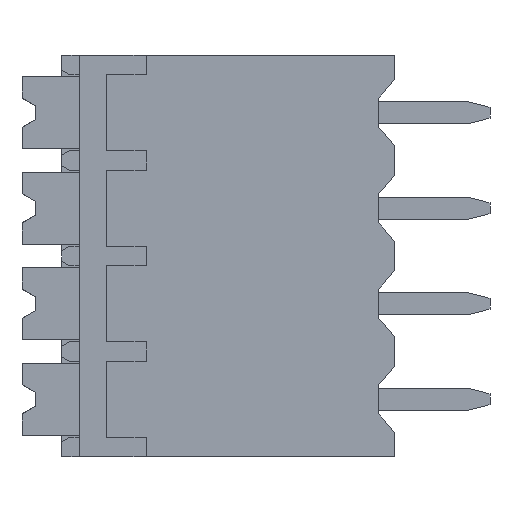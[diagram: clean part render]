
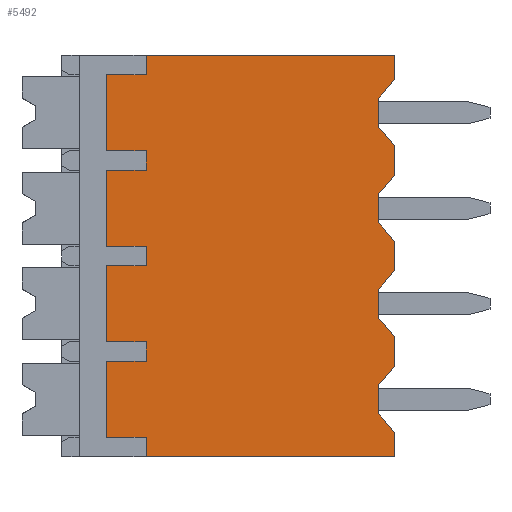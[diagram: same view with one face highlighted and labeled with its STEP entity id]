
A CAD part, left-side view. The second image highlights one B-rep face of the part: STEP entity #5492.
In plain terms, the highlighted planar face has unit normal (-1, 0, 0).
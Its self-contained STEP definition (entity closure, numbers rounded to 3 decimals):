
#50=DIRECTION('',(0.,-1.,0.));
#51=VECTOR('',#50,9.1);
#52=CARTESIAN_POINT('',(0.,9.1,-12.6));
#53=LINE('',#52,#51);
#354=DIRECTION('',(0.,0.643,0.766));
#355=VECTOR('',#354,0.933);
#356=CARTESIAN_POINT('',(0.,0.,-11.715));
#357=LINE('',#356,#355);
#358=DIRECTION('',(0.,0.,1.));
#359=VECTOR('',#358,0.7);
#360=CARTESIAN_POINT('',(0.,9.1,-12.6));
#361=LINE('',#360,#359);
#362=DIRECTION('',(0.,-1.,0.));
#363=VECTOR('',#362,1.45);
#364=CARTESIAN_POINT('',(0.,10.55,-11.9));
#365=LINE('',#364,#363);
#366=DIRECTION('',(0.,0.,-1.));
#367=VECTOR('',#366,2.8);
#368=CARTESIAN_POINT('',(0.,10.55,-9.1));
#369=LINE('',#368,#367);
#370=DIRECTION('',(0.,1.,0.));
#371=VECTOR('',#370,1.45);
#372=CARTESIAN_POINT('',(0.,9.1,-9.1));
#373=LINE('',#372,#371);
#374=DIRECTION('',(0.,0.,1.));
#375=VECTOR('',#374,0.7);
#376=CARTESIAN_POINT('',(0.,9.1,-9.1));
#377=LINE('',#376,#375);
#378=DIRECTION('',(0.,-1.,0.));
#379=VECTOR('',#378,1.45);
#380=CARTESIAN_POINT('',(0.,10.55,-8.4));
#381=LINE('',#380,#379);
#382=DIRECTION('',(0.,0.,-1.));
#383=VECTOR('',#382,2.8);
#384=CARTESIAN_POINT('',(0.,10.55,-5.6));
#385=LINE('',#384,#383);
#386=DIRECTION('',(0.,1.,0.));
#387=VECTOR('',#386,1.45);
#388=CARTESIAN_POINT('',(0.,9.1,-5.6));
#389=LINE('',#388,#387);
#390=DIRECTION('',(0.,0.,1.));
#391=VECTOR('',#390,0.7);
#392=CARTESIAN_POINT('',(0.,9.1,-5.6));
#393=LINE('',#392,#391);
#394=DIRECTION('',(0.,-1.,0.));
#395=VECTOR('',#394,1.45);
#396=CARTESIAN_POINT('',(0.,10.55,-4.9));
#397=LINE('',#396,#395);
#398=DIRECTION('',(0.,0.,-1.));
#399=VECTOR('',#398,2.8);
#400=CARTESIAN_POINT('',(0.,10.55,-2.1));
#401=LINE('',#400,#399);
#402=DIRECTION('',(0.,1.,0.));
#403=VECTOR('',#402,1.45);
#404=CARTESIAN_POINT('',(0.,9.1,-2.1));
#405=LINE('',#404,#403);
#406=DIRECTION('',(0.,0.,1.));
#407=VECTOR('',#406,0.7);
#408=CARTESIAN_POINT('',(0.,9.1,-2.1));
#409=LINE('',#408,#407);
#410=DIRECTION('',(0.,-1.,0.));
#411=VECTOR('',#410,1.45);
#412=CARTESIAN_POINT('',(0.,10.55,-1.4));
#413=LINE('',#412,#411);
#414=DIRECTION('',(0.,0.,-1.));
#415=VECTOR('',#414,2.8);
#416=CARTESIAN_POINT('',(0.,10.55,1.4));
#417=LINE('',#416,#415);
#418=DIRECTION('',(0.,1.,0.));
#419=VECTOR('',#418,1.45);
#420=CARTESIAN_POINT('',(0.,9.1,1.4));
#421=LINE('',#420,#419);
#422=DIRECTION('',(0.,0.,1.));
#423=VECTOR('',#422,0.7);
#424=CARTESIAN_POINT('',(0.,9.1,1.4));
#425=LINE('',#424,#423);
#426=DIRECTION('',(0.,-0.643,0.766));
#427=VECTOR('',#426,0.933);
#428=CARTESIAN_POINT('',(0.,0.6,0.5));
#429=LINE('',#428,#427);
#430=DIRECTION('',(0.,0.,1.));
#431=VECTOR('',#430,1.);
#432=CARTESIAN_POINT('',(0.,0.6,-0.5));
#433=LINE('',#432,#431);
#434=DIRECTION('',(0.,0.643,0.766));
#435=VECTOR('',#434,0.933);
#436=CARTESIAN_POINT('',(0.,0.,-1.215));
#437=LINE('',#436,#435);
#438=DIRECTION('',(0.,-0.643,0.766));
#439=VECTOR('',#438,0.933);
#440=CARTESIAN_POINT('',(0.,0.6,-3.));
#441=LINE('',#440,#439);
#442=DIRECTION('',(0.,0.,1.));
#443=VECTOR('',#442,1.);
#444=CARTESIAN_POINT('',(0.,0.6,-4.));
#445=LINE('',#444,#443);
#446=DIRECTION('',(0.,0.643,0.766));
#447=VECTOR('',#446,0.933);
#448=CARTESIAN_POINT('',(0.,0.,-4.715));
#449=LINE('',#448,#447);
#450=DIRECTION('',(0.,-0.643,0.766));
#451=VECTOR('',#450,0.933);
#452=CARTESIAN_POINT('',(0.,0.6,-6.5));
#453=LINE('',#452,#451);
#454=DIRECTION('',(0.,0.,1.));
#455=VECTOR('',#454,1.);
#456=CARTESIAN_POINT('',(0.,0.6,-7.5));
#457=LINE('',#456,#455);
#458=DIRECTION('',(0.,0.643,0.766));
#459=VECTOR('',#458,0.933);
#460=CARTESIAN_POINT('',(0.,0.,-8.215));
#461=LINE('',#460,#459);
#462=DIRECTION('',(0.,-0.643,0.766));
#463=VECTOR('',#462,0.933);
#464=CARTESIAN_POINT('',(0.,0.6,-10.));
#465=LINE('',#464,#463);
#466=DIRECTION('',(0.,0.,1.));
#467=VECTOR('',#466,1.);
#468=CARTESIAN_POINT('',(0.,0.6,-11.));
#469=LINE('',#468,#467);
#474=DIRECTION('',(0.,0.,1.));
#475=VECTOR('',#474,0.885);
#476=CARTESIAN_POINT('',(0.,0.,1.215));
#477=LINE('',#476,#475);
#486=DIRECTION('',(0.,0.,1.));
#487=VECTOR('',#486,1.07);
#488=CARTESIAN_POINT('',(0.,0.,-2.285));
#489=LINE('',#488,#487);
#506=DIRECTION('',(0.,0.,1.));
#507=VECTOR('',#506,1.07);
#508=CARTESIAN_POINT('',(0.,0.,-5.785));
#509=LINE('',#508,#507);
#530=DIRECTION('',(0.,0.,1.));
#531=VECTOR('',#530,0.885);
#532=CARTESIAN_POINT('',(0.,0.,-12.6));
#533=LINE('',#532,#531);
#538=DIRECTION('',(0.,0.,1.));
#539=VECTOR('',#538,1.07);
#540=CARTESIAN_POINT('',(0.,0.,-9.285));
#541=LINE('',#540,#539);
#830=DIRECTION('',(0.,-1.,0.));
#831=VECTOR('',#830,9.1);
#832=CARTESIAN_POINT('',(0.,9.1,2.1));
#833=LINE('',#832,#831);
#3889=CARTESIAN_POINT('',(0.,9.1,-12.6));
#3890=VERTEX_POINT('',#3889);
#3891=CARTESIAN_POINT('',(0.,0.,-12.6));
#3892=VERTEX_POINT('',#3891);
#3917=CARTESIAN_POINT('',(0.,9.1,2.1));
#3918=VERTEX_POINT('',#3917);
#3919=CARTESIAN_POINT('',(0.,0.,2.1));
#3920=VERTEX_POINT('',#3919);
#4471=CARTESIAN_POINT('',(0.,10.55,1.4));
#4472=CARTESIAN_POINT('',(0.,10.55,-1.4));
#4473=VERTEX_POINT('',#4471);
#4474=VERTEX_POINT('',#4472);
#4483=CARTESIAN_POINT('',(0.,9.1,-1.4));
#4484=VERTEX_POINT('',#4483);
#4485=CARTESIAN_POINT('',(0.,9.1,1.4));
#4486=VERTEX_POINT('',#4485);
#4487=CARTESIAN_POINT('',(0.,10.55,-2.1));
#4488=CARTESIAN_POINT('',(0.,10.55,-4.9));
#4489=VERTEX_POINT('',#4487);
#4490=VERTEX_POINT('',#4488);
#4499=CARTESIAN_POINT('',(0.,9.1,-4.9));
#4500=VERTEX_POINT('',#4499);
#4501=CARTESIAN_POINT('',(0.,9.1,-2.1));
#4502=VERTEX_POINT('',#4501);
#4503=CARTESIAN_POINT('',(0.,10.55,-5.6));
#4504=CARTESIAN_POINT('',(0.,10.55,-8.4));
#4505=VERTEX_POINT('',#4503);
#4506=VERTEX_POINT('',#4504);
#4515=CARTESIAN_POINT('',(0.,9.1,-8.4));
#4516=VERTEX_POINT('',#4515);
#4517=CARTESIAN_POINT('',(0.,9.1,-5.6));
#4518=VERTEX_POINT('',#4517);
#4519=CARTESIAN_POINT('',(0.,10.55,-9.1));
#4520=CARTESIAN_POINT('',(0.,10.55,-11.9));
#4521=VERTEX_POINT('',#4519);
#4522=VERTEX_POINT('',#4520);
#4531=CARTESIAN_POINT('',(0.,9.1,-11.9));
#4532=VERTEX_POINT('',#4531);
#4533=CARTESIAN_POINT('',(0.,9.1,-9.1));
#4534=VERTEX_POINT('',#4533);
#4695=CARTESIAN_POINT('',(0.,0.,-1.215));
#4696=CARTESIAN_POINT('',(0.,0.6,-0.5));
#4697=VERTEX_POINT('',#4695);
#4698=VERTEX_POINT('',#4696);
#4699=CARTESIAN_POINT('',(0.,0.6,0.5));
#4700=VERTEX_POINT('',#4699);
#4701=CARTESIAN_POINT('',(0.,0.,1.215));
#4702=VERTEX_POINT('',#4701);
#4711=CARTESIAN_POINT('',(0.,0.,-4.715));
#4712=CARTESIAN_POINT('',(0.,0.6,-4.));
#4713=VERTEX_POINT('',#4711);
#4714=VERTEX_POINT('',#4712);
#4715=CARTESIAN_POINT('',(0.,0.6,-3.));
#4716=VERTEX_POINT('',#4715);
#4717=CARTESIAN_POINT('',(0.,0.,-2.285));
#4718=VERTEX_POINT('',#4717);
#4727=CARTESIAN_POINT('',(0.,0.,-8.215));
#4728=CARTESIAN_POINT('',(0.,0.6,-7.5));
#4729=VERTEX_POINT('',#4727);
#4730=VERTEX_POINT('',#4728);
#4731=CARTESIAN_POINT('',(0.,0.6,-6.5));
#4732=VERTEX_POINT('',#4731);
#4733=CARTESIAN_POINT('',(0.,0.,-5.785));
#4734=VERTEX_POINT('',#4733);
#4743=CARTESIAN_POINT('',(0.,0.,-11.715));
#4744=CARTESIAN_POINT('',(0.,0.6,-11.));
#4745=VERTEX_POINT('',#4743);
#4746=VERTEX_POINT('',#4744);
#4747=CARTESIAN_POINT('',(0.,0.6,-10.));
#4748=VERTEX_POINT('',#4747);
#4749=CARTESIAN_POINT('',(0.,0.,-9.285));
#4750=VERTEX_POINT('',#4749);
#5415=CARTESIAN_POINT('',(0.,9.1,-12.6));
#5416=DIRECTION('',(-1.,0.,0.));
#5417=DIRECTION('',(0.,-1.,0.));
#5418=AXIS2_PLACEMENT_3D('',#5415,#5416,#5417);
#5419=PLANE('',#5418);
#5420=ORIENTED_EDGE('',*,*,#5405,.F.);
#5422=ORIENTED_EDGE('',*,*,#5421,.F.);
#5423=ORIENTED_EDGE('',*,*,#5102,.F.);
#5425=ORIENTED_EDGE('',*,*,#5424,.T.);
#5427=ORIENTED_EDGE('',*,*,#5426,.F.);
#5429=ORIENTED_EDGE('',*,*,#5428,.F.);
#5431=ORIENTED_EDGE('',*,*,#5430,.F.);
#5433=ORIENTED_EDGE('',*,*,#5432,.T.);
#5435=ORIENTED_EDGE('',*,*,#5434,.F.);
#5437=ORIENTED_EDGE('',*,*,#5436,.F.);
#5439=ORIENTED_EDGE('',*,*,#5438,.F.);
#5441=ORIENTED_EDGE('',*,*,#5440,.T.);
#5443=ORIENTED_EDGE('',*,*,#5442,.F.);
#5445=ORIENTED_EDGE('',*,*,#5444,.F.);
#5447=ORIENTED_EDGE('',*,*,#5446,.F.);
#5449=ORIENTED_EDGE('',*,*,#5448,.T.);
#5451=ORIENTED_EDGE('',*,*,#5450,.F.);
#5453=ORIENTED_EDGE('',*,*,#5452,.F.);
#5455=ORIENTED_EDGE('',*,*,#5454,.F.);
#5457=ORIENTED_EDGE('',*,*,#5456,.T.);
#5459=ORIENTED_EDGE('',*,*,#5458,.T.);
#5461=ORIENTED_EDGE('',*,*,#5460,.F.);
#5463=ORIENTED_EDGE('',*,*,#5462,.F.);
#5465=ORIENTED_EDGE('',*,*,#5464,.F.);
#5467=ORIENTED_EDGE('',*,*,#5466,.F.);
#5469=ORIENTED_EDGE('',*,*,#5468,.F.);
#5471=ORIENTED_EDGE('',*,*,#5470,.F.);
#5473=ORIENTED_EDGE('',*,*,#5472,.F.);
#5475=ORIENTED_EDGE('',*,*,#5474,.F.);
#5477=ORIENTED_EDGE('',*,*,#5476,.F.);
#5479=ORIENTED_EDGE('',*,*,#5478,.F.);
#5481=ORIENTED_EDGE('',*,*,#5480,.F.);
#5483=ORIENTED_EDGE('',*,*,#5482,.F.);
#5485=ORIENTED_EDGE('',*,*,#5484,.F.);
#5487=ORIENTED_EDGE('',*,*,#5486,.F.);
#5489=ORIENTED_EDGE('',*,*,#5488,.F.);
#5490=EDGE_LOOP('',(#5420,#5422,#5423,#5425,#5427,#5429,#5431,#5433,#5435,#5437,
#5439,#5441,#5443,#5445,#5447,#5449,#5451,#5453,#5455,#5457,#5459,#5461,#5463,
#5465,#5467,#5469,#5471,#5473,#5475,#5477,#5479,#5481,#5483,#5485,#5487,#5489));
#5491=FACE_OUTER_BOUND('',#5490,.F.);
#5102=EDGE_CURVE('',#3890,#3892,#53,.T.);
#5405=EDGE_CURVE('',#4745,#4746,#357,.T.);
#5421=EDGE_CURVE('',#3892,#4745,#533,.T.);
#5424=EDGE_CURVE('',#3890,#4532,#361,.T.);
#5426=EDGE_CURVE('',#4522,#4532,#365,.T.);
#5428=EDGE_CURVE('',#4521,#4522,#369,.T.);
#5430=EDGE_CURVE('',#4534,#4521,#373,.T.);
#5432=EDGE_CURVE('',#4534,#4516,#377,.T.);
#5434=EDGE_CURVE('',#4506,#4516,#381,.T.);
#5436=EDGE_CURVE('',#4505,#4506,#385,.T.);
#5438=EDGE_CURVE('',#4518,#4505,#389,.T.);
#5440=EDGE_CURVE('',#4518,#4500,#393,.T.);
#5442=EDGE_CURVE('',#4490,#4500,#397,.T.);
#5444=EDGE_CURVE('',#4489,#4490,#401,.T.);
#5446=EDGE_CURVE('',#4502,#4489,#405,.T.);
#5448=EDGE_CURVE('',#4502,#4484,#409,.T.);
#5450=EDGE_CURVE('',#4474,#4484,#413,.T.);
#5452=EDGE_CURVE('',#4473,#4474,#417,.T.);
#5454=EDGE_CURVE('',#4486,#4473,#421,.T.);
#5456=EDGE_CURVE('',#4486,#3918,#425,.T.);
#5458=EDGE_CURVE('',#3918,#3920,#833,.T.);
#5460=EDGE_CURVE('',#4702,#3920,#477,.T.);
#5462=EDGE_CURVE('',#4700,#4702,#429,.T.);
#5464=EDGE_CURVE('',#4698,#4700,#433,.T.);
#5466=EDGE_CURVE('',#4697,#4698,#437,.T.);
#5468=EDGE_CURVE('',#4718,#4697,#489,.T.);
#5470=EDGE_CURVE('',#4716,#4718,#441,.T.);
#5472=EDGE_CURVE('',#4714,#4716,#445,.T.);
#5474=EDGE_CURVE('',#4713,#4714,#449,.T.);
#5476=EDGE_CURVE('',#4734,#4713,#509,.T.);
#5478=EDGE_CURVE('',#4732,#4734,#453,.T.);
#5480=EDGE_CURVE('',#4730,#4732,#457,.T.);
#5482=EDGE_CURVE('',#4729,#4730,#461,.T.);
#5484=EDGE_CURVE('',#4750,#4729,#541,.T.);
#5486=EDGE_CURVE('',#4748,#4750,#465,.T.);
#5488=EDGE_CURVE('',#4746,#4748,#469,.T.);
#5492=ADVANCED_FACE('',(#5491),#5419,.T.);
